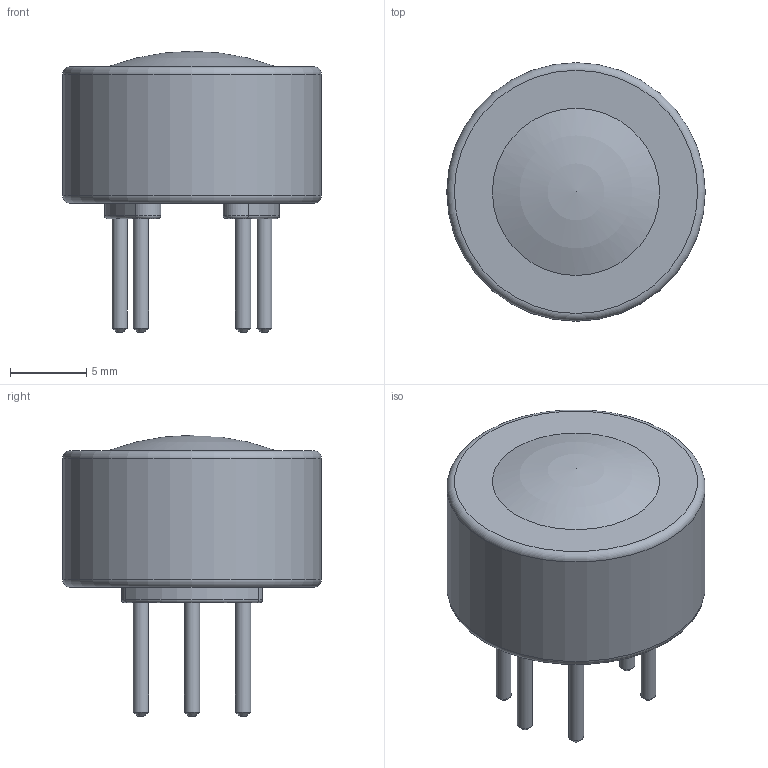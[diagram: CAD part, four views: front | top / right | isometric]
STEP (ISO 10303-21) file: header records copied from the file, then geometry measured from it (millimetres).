
FILE_DESCRIPTION(('FreeCAD Model'),'2;1');
FILE_NAME('MQ-7.step','2020-04-08T19:46:13',('kicad StepUp'),('ksu MCAD'), 'Open CASCADE STEP processor 7.3','FreeCAD','Unknown');
FILE_SCHEMA(('AUTOMOTIVE_DESIGN { 1 0 10303 214 1 1 1 1 }'));
Length unit declared in the file: millimetre
Products named in the file (1): MQ-7
Bounding box: 17 x 17 x 18.5 mm (x, y, z)
Volume: 2158.9 mm3; surface area: 1093.7 mm2
Topology: 1 solids, 1 shells, 42 faces, 80 edges, 48 vertices
Faces by surface type: cylinder 15, plane 10, torus 10, cone 6, sphere 1
Full cylindrical faces by diameter (mm): 1 x6, 17 x1
Entity records: 1378 total; most frequent: DIRECTION 223, CARTESIAN_POINT 170, ORIENTED_EDGE 158, AXIS2_PLACEMENT_3D 101, EDGE_CURVE 79, CIRCLE 58, FACE_BOUND 51, EDGE_LOOP 51
